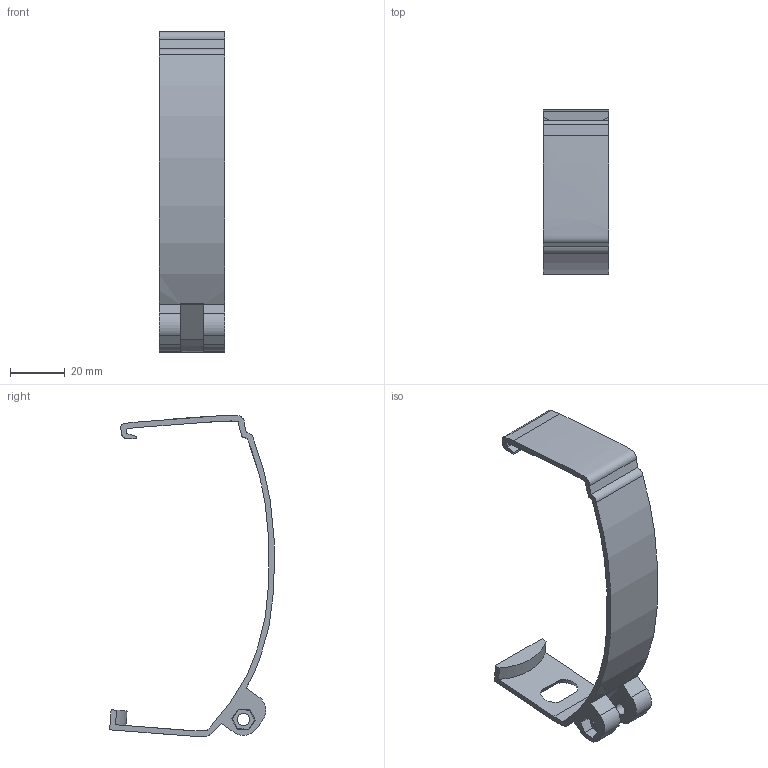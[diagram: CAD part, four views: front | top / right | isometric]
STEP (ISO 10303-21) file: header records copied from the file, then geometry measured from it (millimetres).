
FILE_DESCRIPTION(('STEP AP242 Edition 2','STEP AP242 Edition 2''CAx-IF Rec.Pracs.---Representation and Presentation of Product Manufacturing Information (PMI)---4.0---2014-10-13','STEP AP242 Edition 2''CAx-IF Rec.Pracs.---Representation and Presentation of Product Manufacturing Information (PMI)---4.0---2014-10-13''CAx-IF Rec.Pracs.---3D Tessellated Geometry---0.4---2014-09-14','STEP AP242 Edition 2''CAx-IF Rec.Pracs.---Representation and Presentation of Product Manufacturing Information (PMI)---4.0---2014-10-13''CAx-IF Rec.Pracs.---3D Tessellated Geometry---0.4---2014-09-14''2;1','STEP AP242 Edition 2''CAx-IF Rec.Pracs.---Representation and Presentation of Product Manufacturing Information (PMI)---4.0---2014-10-13''CAx-IF Rec.Pracs.---3D Tessellated Geometry---0.4---2014-09-14''2;1''CAx-IF Rec.Pracs.---User Defined Attributes---1.5---2016-08-15'),'2;1');
FILE_NAME('PSVR2 Clip - PSVR2 Clip.step','2026-02-27T15:29:54',(''),(''),'ST-DEVELOPER v20','ONSHAPE BY PTC INC, 1.211',' ');
FILE_SCHEMA(('AP242_MANAGED_MODEL_BASED_3D_ENGINEERING_MIM_LF { 1 0 10303 442 3 1 4 }'));
Length unit declared in the file: metre
Products named in the file (1): PSVR2 Clip
Bounding box: 24 x 59.94 x 116.74 mm (x, y, z)
Volume: 15910.3 mm3; surface area: 12213.4 mm2
Topology: 1 solids, 1 shells, 51 faces, 141 edges, 93 vertices
Faces by surface type: plane 32, cylinder 11, bspline 6, cone 2
Full cylindrical faces by diameter (mm): 4.4 x2
Entity records: 2320 total; most frequent: CARTESIAN_POINT 1020, ORIENTED_EDGE 276, DIRECTION 240, EDGE_CURVE 138, LINE 96, VECTOR 96, VERTEX_POINT 92, AXIS2_PLACEMENT_3D 72
